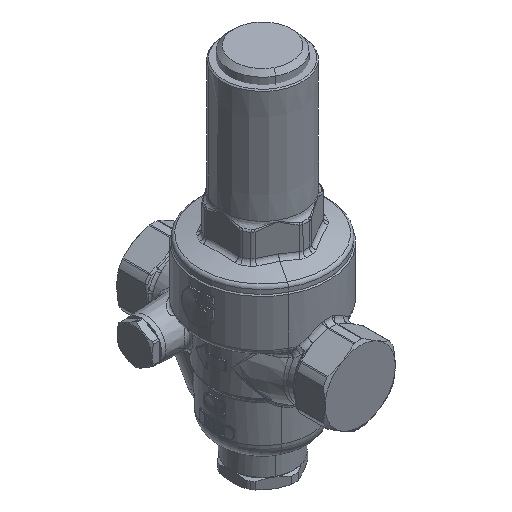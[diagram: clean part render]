
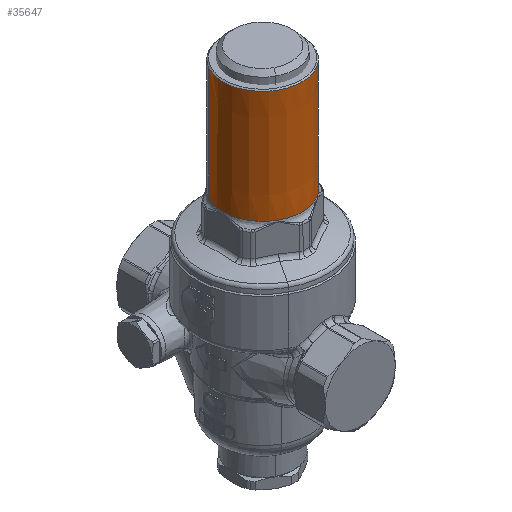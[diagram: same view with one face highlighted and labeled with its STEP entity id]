
A CAD part, isometric view. The second image highlights one B-rep face of the part: STEP entity #35647.
In plain terms, the highlighted conical face has half-angle 0.104 degrees and reference radius 18.002 mm.
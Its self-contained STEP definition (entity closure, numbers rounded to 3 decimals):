
#35469=CARTESIAN_POINT('Vertex',(15.8,-8.632,106.796)) ;
#35472=CARTESIAN_POINT('Axis2P3D Location',(0.,0.,106.796)) ;
#35476=CARTESIAN_POINT('Vertex',(-15.8,8.632,106.796)) ;
#35605=CARTESIAN_POINT('Line Origine',(16.593,-9.065,-392.178)) ;
#35609=CARTESIAN_POINT('Vertex',(15.881,-8.676,55.528)) ;
#35612=CARTESIAN_POINT('Line Origine',(-16.593,9.065,-392.178)) ;
#35616=CARTESIAN_POINT('Vertex',(-15.881,8.676,55.528)) ;
#35631=CARTESIAN_POINT('Axis2P3D Location',(0.,0.,107.821)) ;
#35636=CARTESIAN_POINT('Axis2P3D Location',(0.,0.,55.528)) ;
#35473=DIRECTION('Axis2P3D Direction',(0.,0.,-1.)) ;
#35606=DIRECTION('Vector Direction',(0.002,-0.001,-1.)) ;
#35613=DIRECTION('Vector Direction',(-0.002,0.001,-1.)) ;
#35632=DIRECTION('Axis2P3D Direction',(0.,0.,-1.)) ;
#35633=DIRECTION('Axis2P3D XDirection',(0.479,0.878,0.)) ;
#35637=DIRECTION('Axis2P3D Direction',(0.,0.,-1.)) ;
#35474=AXIS2_PLACEMENT_3D('Circle Axis2P3D',#35472,#35473,$) ;
#35634=AXIS2_PLACEMENT_3D('Cone Axis2P3D',#35631,#35632,#35633) ;
#35638=AXIS2_PLACEMENT_3D('Circle Axis2P3D',#35636,#35637,$) ;
#35642=ORIENTED_EDGE('',*,*,#35618,.F.) ;
#35643=ORIENTED_EDGE('',*,*,#35478,.T.) ;
#35644=ORIENTED_EDGE('',*,*,#35611,.F.) ;
#35645=ORIENTED_EDGE('',*,*,#35640,.F.) ;
#35607=VECTOR('Line Direction',#35606,1.) ;
#35614=VECTOR('Line Direction',#35613,1.) ;
#35647=ADVANCED_FACE('Sheet.2',(#35646),#35635,.F.) ;
#35475=CIRCLE('generated circle',#35474,18.004) ;
#35639=CIRCLE('generated circle',#35638,18.097) ;
#35635=CONICAL_SURFACE('Cone',#35634,18.002,0.002) ;
#35478=EDGE_CURVE('',#35477,#35470,#35475,.F.) ;
#35611=EDGE_CURVE('',#35610,#35470,#35608,.F.) ;
#35618=EDGE_CURVE('',#35477,#35617,#35615,.T.) ;
#35640=EDGE_CURVE('',#35617,#35610,#35639,.F.) ;
#35641=EDGE_LOOP('',(#35642,#35643,#35644,#35645)) ;
#35646=FACE_OUTER_BOUND('',#35641,.T.) ;
#35608=LINE('Line',#35605,#35607) ;
#35615=LINE('Line',#35612,#35614) ;
#35470=VERTEX_POINT('',#35469) ;
#35477=VERTEX_POINT('',#35476) ;
#35610=VERTEX_POINT('',#35609) ;
#35617=VERTEX_POINT('',#35616) ;
